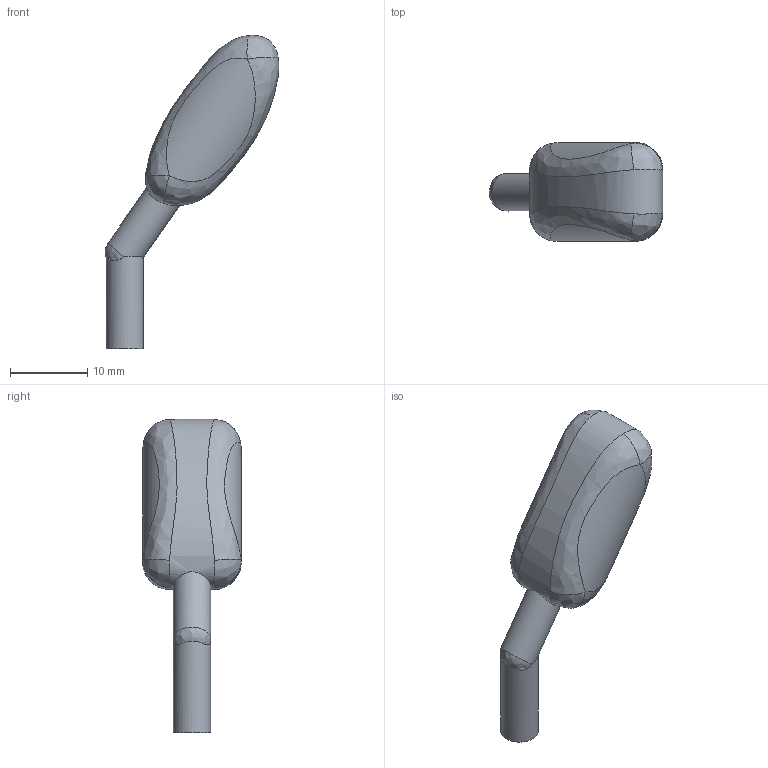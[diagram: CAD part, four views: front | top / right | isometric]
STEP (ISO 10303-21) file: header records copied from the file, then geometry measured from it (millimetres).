
FILE_DESCRIPTION(/* description */ (''),/* implementation_level */ '2;1');
FILE_NAME(/* name */ 'lever.step',/* time_stamp */ '2026-02-01T18:11:58+01:00',/* author */ (''),/* organization */ (''),/* preprocessor_version */ 'ST-DEVELOPER v20.1',/* originating_system */ 'Autodesk Translation Framework v14.10.0.0',/* authorisation */ '');
FILE_SCHEMA (('AUTOMOTIVE_DESIGN { 1 0 10303 214 3 1 1 }'));
Length unit declared in the file: millimetre
Products named in the file (1): lever
Bounding box: 22.55 x 12.85 x 40.67 mm (x, y, z)
Volume: 2862 mm3; surface area: 1417.7 mm2
Topology: 1 solids, 1 shells, 22 faces, 57 edges, 35 vertices
Faces by surface type: bspline 11, plane 6, cylinder 5
Full cylindrical faces by diameter (mm): 4.85 x2
Entity records: 1657 total; most frequent: CARTESIAN_POINT 1171, ORIENTED_EDGE 106, DIRECTION 73, EDGE_CURVE 53, VERTEX_POINT 35, AXIS2_PLACEMENT_3D 34, B_SPLINE_CURVE_WITH_KNOTS 26, EDGE_LOOP 24
